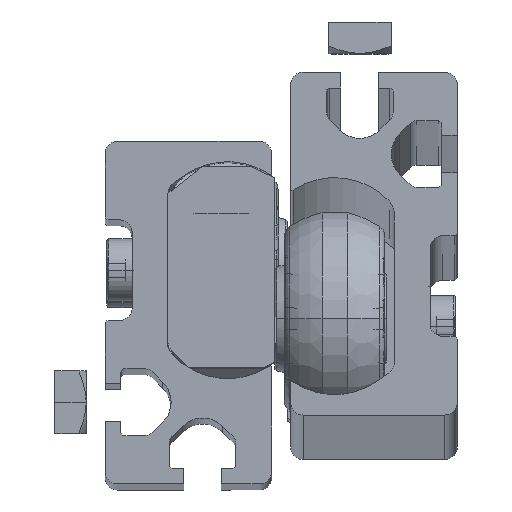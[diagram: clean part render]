
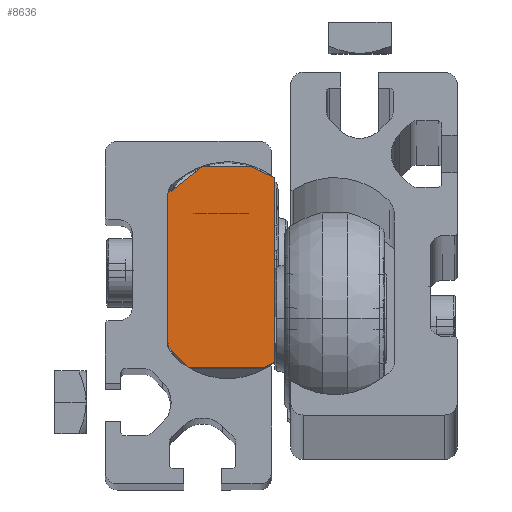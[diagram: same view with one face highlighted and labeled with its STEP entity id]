
A CAD part, top view. The second image highlights one B-rep face of the part: STEP entity #8636.
In plain terms, the highlighted face is planar.
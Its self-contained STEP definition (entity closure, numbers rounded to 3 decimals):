
#303 = LINE ( 'NONE', #11199, #16833 ) ;
#485 = VECTOR ( 'NONE', #6914, 1000. ) ;
#493 = EDGE_LOOP ( 'NONE', ( #10406, #21107, #9281, #13672, #10202, #16869, #5697, #5614 ) ) ;
#858 = EDGE_CURVE ( 'NONE', #6796, #9883, #3102, .T. ) ;
#1005 = PLANE ( 'NONE',  #13068 ) ;
#1531 = CARTESIAN_POINT ( 'NONE',  ( 19., 14.681, -8.5 ) ) ;
#1715 = LINE ( 'NONE', #16113, #17370 ) ;
#1843 = CARTESIAN_POINT ( 'NONE',  ( 19., 16.5, -4.6 ) ) ;
#1982 = CARTESIAN_POINT ( 'NONE',  ( 19., 16.5, -4.6 ) ) ;
#2098 = LINE ( 'NONE', #7607, #19484 ) ;
#2360 = VECTOR ( 'NONE', #11307, 1000. ) ;
#3102 = LINE ( 'NONE', #10392, #485 ) ;
#3391 = DIRECTION ( 'NONE',  ( 0., -0.707, -0.707 ) ) ;
#3498 = DIRECTION ( 'NONE',  ( 0., 0., 1. ) ) ;
#4957 = LINE ( 'NONE', #21822, #17367 ) ;
#4971 = DIRECTION ( 'NONE',  ( 0., 0., -1. ) ) ;
#5092 = DIRECTION ( 'NONE',  ( 0., 1., 0. ) ) ;
#5426 = EDGE_CURVE ( 'NONE', #16040, #13308, #4957, .T. ) ;
#5614 = ORIENTED_EDGE ( 'NONE', *, *, #858, .T. ) ;
#5697 = ORIENTED_EDGE ( 'NONE', *, *, #10142, .F. ) ;
#6796 = VERTEX_POINT ( 'NONE', #1982 ) ;
#6914 = DIRECTION ( 'NONE',  ( 0., 0., 1. ) ) ;
#7083 = VECTOR ( 'NONE', #7331, 1000. ) ;
#7331 = DIRECTION ( 'NONE',  ( 0., -1., 0. ) ) ;
#7607 = CARTESIAN_POINT ( 'NONE',  ( 19., -14.661, -8.5 ) ) ;
#7904 = VERTEX_POINT ( 'NONE', #14733 ) ;
#8303 = CARTESIAN_POINT ( 'NONE',  ( 19., 1.5, 22.2 ) ) ;
#8636 = ADVANCED_FACE ( 'NONE', ( #17436 ), #1005, .F. ) ;
#9281 = ORIENTED_EDGE ( 'NONE', *, *, #5426, .T. ) ;
#9397 = DIRECTION ( 'NONE',  ( 0., -0.423, 0.906 ) ) ;
#9824 = CARTESIAN_POINT ( 'NONE',  ( 19., -12.2, 8.5 ) ) ;
#9883 = VERTEX_POINT ( 'NONE', #11225 ) ;
#10142 = EDGE_CURVE ( 'NONE', #6796, #18785, #11074, .T. ) ;
#10202 = ORIENTED_EDGE ( 'NONE', *, *, #11372, .F. ) ;
#10392 = CARTESIAN_POINT ( 'NONE',  ( 19., 16.5, -4.6 ) ) ;
#10406 = ORIENTED_EDGE ( 'NONE', *, *, #11361, .F. ) ;
#10824 = CARTESIAN_POINT ( 'NONE',  ( 19., 14.681, -8.5 ) ) ;
#10835 = CARTESIAN_POINT ( 'NONE',  ( 19., -12.2, 8.5 ) ) ;
#11074 = LINE ( 'NONE', #1843, #2360 ) ;
#11199 = CARTESIAN_POINT ( 'NONE',  ( 19., 12.203, 8.5 ) ) ;
#11225 = CARTESIAN_POINT ( 'NONE',  ( 19., 16.5, 3. ) ) ;
#11307 = DIRECTION ( 'NONE',  ( 0., -0.423, -0.906 ) ) ;
#11361 = EDGE_CURVE ( 'NONE', #18916, #9883, #303, .T. ) ;
#11372 = EDGE_CURVE ( 'NONE', #13151, #7904, #2098, .T. ) ;
#11526 = CARTESIAN_POINT ( 'NONE',  ( 19., -14.661, -8.5 ) ) ;
#11611 = VECTOR ( 'NONE', #5092, 1000. ) ;
#13068 = AXIS2_PLACEMENT_3D ( 'NONE', #8303, #15627, #3498 ) ;
#13151 = VERTEX_POINT ( 'NONE', #11526 ) ;
#13265 = CARTESIAN_POINT ( 'NONE',  ( 19., 12.203, 8.5 ) ) ;
#13308 = VERTEX_POINT ( 'NONE', #20581 ) ;
#13672 = ORIENTED_EDGE ( 'NONE', *, *, #20593, .T. ) ;
#14733 = CARTESIAN_POINT ( 'NONE',  ( 19., -15.5, -6.7 ) ) ;
#15627 = DIRECTION ( 'NONE',  ( -1., 0., 0. ) ) ;
#16040 = VERTEX_POINT ( 'NONE', #9824 ) ;
#16113 = CARTESIAN_POINT ( 'NONE',  ( 19., -15.5, 5.2 ) ) ;
#16488 = DIRECTION ( 'NONE',  ( 0., 0.616, -0.788 ) ) ;
#16833 = VECTOR ( 'NONE', #16488, 1000. ) ;
#16869 = ORIENTED_EDGE ( 'NONE', *, *, #17960, .F. ) ;
#17367 = VECTOR ( 'NONE', #3391, 1000. ) ;
#17370 = VECTOR ( 'NONE', #4971, 1000. ) ;
#17436 = FACE_OUTER_BOUND ( 'NONE', #493, .T. ) ;
#17960 = EDGE_CURVE ( 'NONE', #18785, #13151, #20239, .T. ) ;
#18015 = LINE ( 'NONE', #10835, #11611 ) ;
#18785 = VERTEX_POINT ( 'NONE', #1531 ) ;
#18916 = VERTEX_POINT ( 'NONE', #13265 ) ;
#19484 = VECTOR ( 'NONE', #9397, 1000. ) ;
#20239 = LINE ( 'NONE', #10824, #7083 ) ;
#20581 = CARTESIAN_POINT ( 'NONE',  ( 19., -15.5, 5.2 ) ) ;
#20588 = EDGE_CURVE ( 'NONE', #16040, #18916, #18015, .T. ) ;
#20593 = EDGE_CURVE ( 'NONE', #13308, #7904, #1715, .T. ) ;
#21107 = ORIENTED_EDGE ( 'NONE', *, *, #20588, .F. ) ;
#21822 = CARTESIAN_POINT ( 'NONE',  ( 19., -12.2, 8.5 ) ) ;
